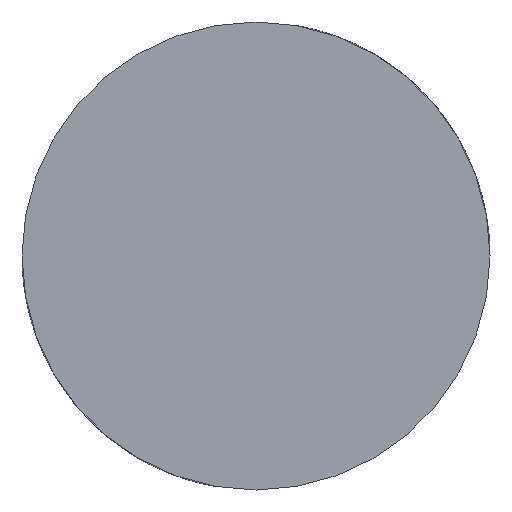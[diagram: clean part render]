
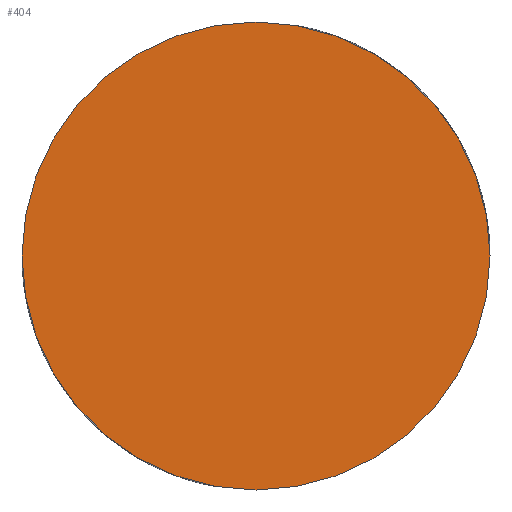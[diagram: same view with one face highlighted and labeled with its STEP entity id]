
A CAD part, front view. The second image highlights one B-rep face of the part: STEP entity #404.
In plain terms, the highlighted planar face has unit normal (0, -1, 0).
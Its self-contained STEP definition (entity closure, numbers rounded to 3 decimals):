
#75 = DIRECTION ( 'NONE',  ( 0., 0., 1. ) ) ;
#84 = CARTESIAN_POINT ( 'NONE',  ( 0., 0., 0. ) ) ;
#95 = DIRECTION ( 'NONE',  ( 0., 1., 0. ) ) ;
#123 = CARTESIAN_POINT ( 'NONE',  ( 0., 0., 0. ) ) ;
#179 = DIRECTION ( 'NONE',  ( 0., 1., 0. ) ) ;
#180 = DIRECTION ( 'NONE',  ( 0., 0., 1. ) ) ;
#197 = CARTESIAN_POINT ( 'NONE',  ( 0., 0., 0. ) ) ;
#279 = VERTEX_POINT ( 'NONE', #280 ) ;
#280 = CARTESIAN_POINT ( 'NONE',  ( 0., 0., 25.4 ) ) ;
#283 = VERTEX_POINT ( 'NONE', #285 ) ;
#285 = CARTESIAN_POINT ( 'NONE',  ( 0., 0., -25.4 ) ) ;
#299 = PLANE ( 'NONE',  #360 ) ;
#330 = DIRECTION ( 'NONE',  ( 0., 0., 1. ) ) ;
#331 = DIRECTION ( 'NONE',  ( 0., 1., 0. ) ) ;
#360 = AXIS2_PLACEMENT_3D ( 'NONE', #84, #331, #330 ) ;
#371 = AXIS2_PLACEMENT_3D ( 'NONE', #197, #95, #75 ) ;
#374 = EDGE_CURVE ( 'NONE', #279, #283, #494, .T. ) ;
#382 = EDGE_CURVE ( 'NONE', #283, #279, #516, .T. ) ;
#383 = AXIS2_PLACEMENT_3D ( 'NONE', #123, #179, #180 ) ;
#404 = ADVANCED_FACE ( 'NONE', ( #463 ), #299, .F. ) ;
#463 = FACE_OUTER_BOUND ( 'NONE', #482, .T. ) ;
#482 = EDGE_LOOP ( 'NONE', ( #521, #515 ) ) ;
#494 = CIRCLE ( 'NONE', #371, 25.4 ) ;
#515 = ORIENTED_EDGE ( 'NONE', *, *, #374, .F. ) ;
#516 = CIRCLE ( 'NONE', #383, 25.4 ) ;
#521 = ORIENTED_EDGE ( 'NONE', *, *, #382, .F. ) ;
